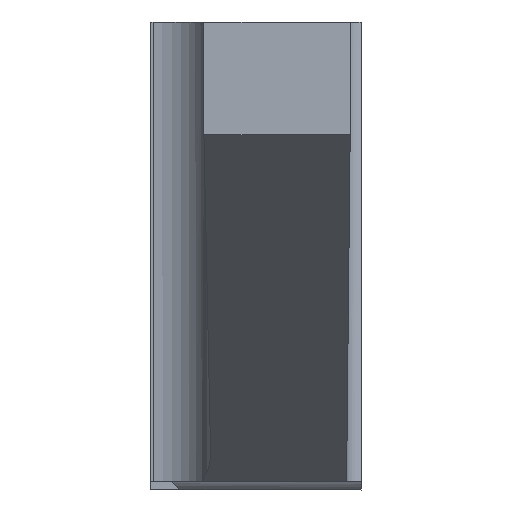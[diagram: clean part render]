
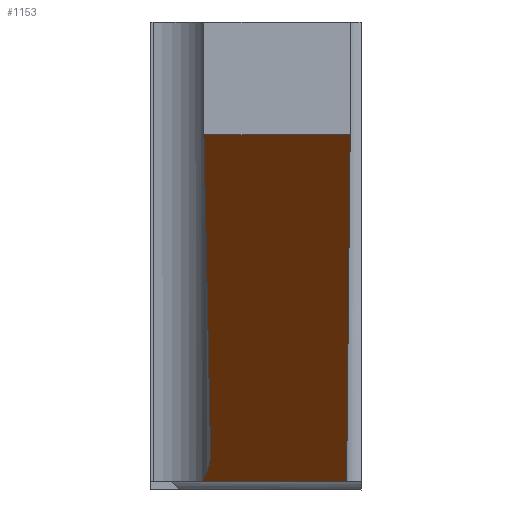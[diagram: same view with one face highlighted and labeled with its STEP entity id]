
A CAD part, front view. The second image highlights one B-rep face of the part: STEP entity #1153.
In plain terms, the highlighted planar face has unit normal (0, -0.643, -0.766).
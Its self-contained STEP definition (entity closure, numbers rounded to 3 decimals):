
#495=CARTESIAN_POINT('',(3.348,-5.363,-6.85));
#496=DIRECTION('',(-1.,0.,0.));
#497=VECTOR('',#496,2.474);
#498=LINE('',#495,#497);
#499=CARTESIAN_POINT('',(3.348,-5.363,-6.85));
#500=VERTEX_POINT('',#499);
#501=CARTESIAN_POINT('',(0.875,-5.363,-6.85));
#502=VERTEX_POINT('',#501);
#503=EDGE_CURVE('',#500,#502,#498,.T.);
#707=CARTESIAN_POINT('',(1.024,-5.906,-6.394));
#708=VERTEX_POINT('',#707);
#719=CARTESIAN_POINT('',(1.024,-5.906,-6.394));
#720=CARTESIAN_POINT('',(1.027,-5.713,-6.556));
#721=CARTESIAN_POINT('',(0.976,-5.527,-6.712));
#722=CARTESIAN_POINT('',(0.875,-5.363,-6.85));
#723=(BOUNDED_CURVE()B_SPLINE_CURVE(3,(#719,#720,#721,#722),.UNSPECIFIED.,.F.,.F.)B_SPLINE_CURVE_WITH_KNOTS((4,4),(0.,1.),.UNSPECIFIED.)CURVE()GEOMETRIC_REPRESENTATION_ITEM()RATIONAL_B_SPLINE_CURVE((1.,0.973,0.973,1.))REPRESENTATION_ITEM(''));
#724=EDGE_CURVE('',#708,#502,#723,.T.);
#756=CARTESIAN_POINT('',(0.91,-12.425,-0.924));
#757=VERTEX_POINT('',#756);
#768=CARTESIAN_POINT('',(0.91,-12.425,-0.924));
#769=DIRECTION('',(0.013,0.766,-0.643));
#770=VECTOR('',#769,8.511);
#771=LINE('',#768,#770);
#772=EDGE_CURVE('',#757,#708,#771,.T.);
#830=CARTESIAN_POINT('',(0.91,-12.425,-0.924));
#831=DIRECTION('',(1.,0.,0.));
#832=VECTOR('',#831,2.5);
#833=LINE('',#830,#832);
#834=CARTESIAN_POINT('',(3.41,-12.425,-0.924));
#835=VERTEX_POINT('',#834);
#836=EDGE_CURVE('',#757,#835,#833,.T.);
#1035=CARTESIAN_POINT('',(3.348,-5.363,-6.85));
#1036=DIRECTION('',(0.007,-0.766,0.643));
#1037=VECTOR('',#1036,9.219);
#1038=LINE('',#1035,#1037);
#1039=EDGE_CURVE('',#500,#835,#1038,.T.);
#1101=CARTESIAN_POINT('',(2.637,-9.208,-3.624));
#1102=DIRECTION('',(0.,0.643,0.766));
#1103=DIRECTION('',(0.,-0.492,0.413));
#1104=AXIS2_PLACEMENT_3D('',#1101,#1102,#1103);
#1105=PLANE('',#1104);
#1106=ORIENTED_EDGE('Edge 434',*,*,#724,.T.);
#1115=ORIENTED_EDGE('Edge 1113',*,*,#772,.T.);
#1124=ORIENTED_EDGE('Edge 444',*,*,#836,.F.);
#1133=ORIENTED_EDGE('Edge 449',*,*,#1039,.T.);
#1142=ORIENTED_EDGE('Edge 322',*,*,#503,.F.);
#1151=EDGE_LOOP('',(#1142,#1133,#1124,#1115,#1106));
#1152=FACE_OUTER_BOUND('Loop 455',#1151,.T.);
#1153=ADVANCED_FACE('Face 456',(#1152),#1105,.F.);
